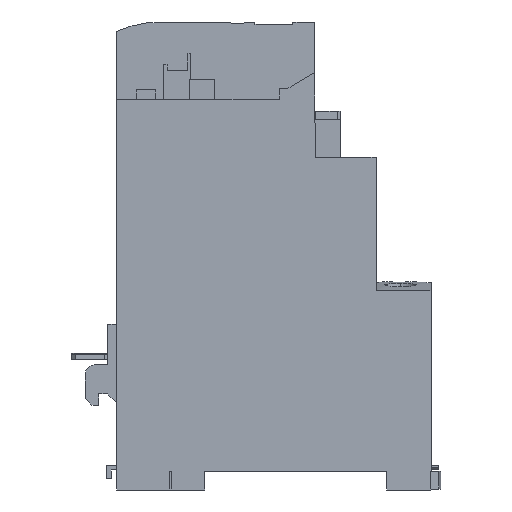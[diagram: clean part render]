
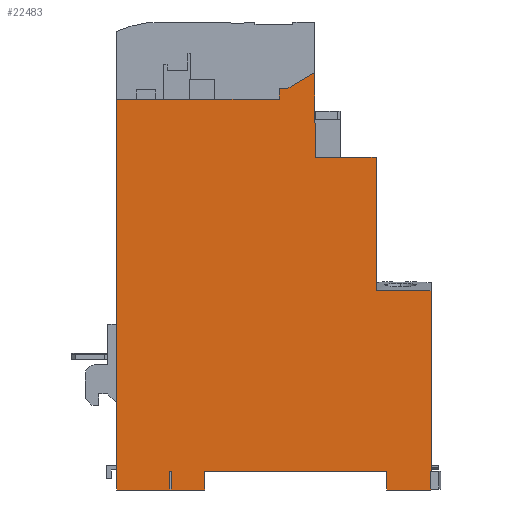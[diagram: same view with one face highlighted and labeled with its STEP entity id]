
A CAD part, left-side view. The second image highlights one B-rep face of the part: STEP entity #22483.
In plain terms, the highlighted planar face has unit normal (-1, 0, 0).
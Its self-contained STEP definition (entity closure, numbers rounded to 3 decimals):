
#4668=DIRECTION('',(0.,0.,-1.));
#4669=VECTOR('',#4668,29.9);
#4670=CARTESIAN_POINT('',(0.,12.3,74.5));
#4671=LINE('',#4670,#4669);
#4675=DIRECTION('',(0.,1.,0.));
#4676=VECTOR('',#4675,12.3);
#4677=CARTESIAN_POINT('',(0.,0.,44.6));
#4678=LINE('',#4677,#4676);
#4682=DIRECTION('',(0.,0.,-1.));
#4683=VECTOR('',#4682,40.4);
#4684=CARTESIAN_POINT('',(0.,0.,44.6));
#4685=LINE('',#4684,#4683);
#4689=DIRECTION('',(0.,0.,-1.));
#4690=VECTOR('',#4689,4.2);
#4691=CARTESIAN_POINT('',(0.,0.1,4.2));
#4692=LINE('',#4691,#4690);
#4696=DIRECTION('',(0.,0.,-1.));
#4697=VECTOR('',#4696,4.2);
#4698=CARTESIAN_POINT('',(0.,58.2,4.2));
#4699=LINE('',#4698,#4697);
#4703=DIRECTION('',(0.,0.,1.));
#4704=VECTOR('',#4703,87.5);
#4705=CARTESIAN_POINT('',(0.,70.4,0.));
#4706=LINE('',#4705,#4704);
#4710=DIRECTION('',(0.,0.,-1.));
#4711=VECTOR('',#4710,2.3);
#4712=CARTESIAN_POINT('',(0.,33.982,89.8));
#4713=LINE('',#4712,#4711);
#4717=DIRECTION('',(0.,1.,0.));
#4718=VECTOR('',#4717,1.73);
#4719=CARTESIAN_POINT('',(0.,32.252,89.8));
#4720=LINE('',#4719,#4718);
#4724=DIRECTION('',(0.,0.862,-0.508));
#4725=VECTOR('',#4724,7.241);
#4726=CARTESIAN_POINT('',(0.,26.013,93.477));
#4727=LINE('',#4726,#4725);
#4731=DIRECTION('',(0.,0.,1.));
#4732=VECTOR('',#4731,5.977);
#4733=CARTESIAN_POINT('',(0.,26.013,87.5));
#4734=LINE('',#4733,#4732);
#4738=DIRECTION('',(0.,-0.009,-1.));
#4739=VECTOR('',#4738,13.);
#4740=CARTESIAN_POINT('',(0.,26.013,87.5));
#4741=LINE('',#4740,#4739);
#4745=DIRECTION('',(0.,-1.,0.));
#4746=VECTOR('',#4745,13.6);
#4747=CARTESIAN_POINT('',(0.,25.9,74.5));
#4748=LINE('',#4747,#4746);
#5150=DIRECTION('',(0.,-1.,0.));
#5151=VECTOR('',#5150,0.239);
#5152=CARTESIAN_POINT('',(0.,58.439,4.2));
#5153=LINE('',#5152,#5151);
#5199=DIRECTION('',(0.,-1.,0.));
#5200=VECTOR('',#5199,40.839);
#5201=CARTESIAN_POINT('',(0.,50.7,4.2));
#5202=LINE('',#5201,#5200);
#5241=DIRECTION('',(0.,-1.,0.));
#5242=VECTOR('',#5241,0.1);
#5243=CARTESIAN_POINT('',(0.,0.1,4.2));
#5244=LINE('',#5243,#5242);
#5852=DIRECTION('',(0.,-1.,0.));
#5853=VECTOR('',#5852,7.5);
#5854=CARTESIAN_POINT('',(0.,58.2,0.));
#5855=LINE('',#5854,#5853);
#5943=DIRECTION('',(0.,-1.,0.));
#5944=VECTOR('',#5943,11.961);
#5945=CARTESIAN_POINT('',(0.,70.4,0.));
#5946=LINE('',#5945,#5944);
#6297=DIRECTION('',(0.,0.,-1.));
#6298=VECTOR('',#6297,4.2);
#6299=CARTESIAN_POINT('',(0.,50.7,4.2));
#6300=LINE('',#6299,#6298);
#6353=DIRECTION('',(0.,0.,-1.));
#6354=VECTOR('',#6353,4.2);
#6355=CARTESIAN_POINT('',(0.,58.439,4.2));
#6356=LINE('',#6355,#6354);
#6978=DIRECTION('',(0.,1.,0.));
#6979=VECTOR('',#6978,9.761);
#6980=CARTESIAN_POINT('',(0.,0.1,0.));
#6981=LINE('',#6980,#6979);
#8784=DIRECTION('',(0.,0.,-1.));
#8785=VECTOR('',#8784,4.2);
#8786=CARTESIAN_POINT('',(0.,9.861,4.2));
#8787=LINE('',#8786,#8785);
#8826=DIRECTION('',(0.,1.,0.));
#8827=VECTOR('',#8826,36.418);
#8828=CARTESIAN_POINT('',(0.,33.982,87.5));
#8829=LINE('',#8828,#8827);
#14663=CARTESIAN_POINT('',(0.,25.9,74.5));
#14664=CARTESIAN_POINT('',(0.,12.3,74.5));
#14665=VERTEX_POINT('',#14663);
#14666=VERTEX_POINT('',#14664);
#14673=CARTESIAN_POINT('',(0.,70.4,87.5));
#14675=VERTEX_POINT('',#14673);
#14694=CARTESIAN_POINT('',(0.,26.013,93.477));
#14695=CARTESIAN_POINT('',(0.,32.252,89.8));
#14696=VERTEX_POINT('',#14694);
#14697=VERTEX_POINT('',#14695);
#14698=CARTESIAN_POINT('',(0.,33.982,89.8));
#14699=VERTEX_POINT('',#14698);
#14706=CARTESIAN_POINT('',(0.,26.013,87.5));
#14707=VERTEX_POINT('',#14706);
#14714=CARTESIAN_POINT('',(0.,33.982,87.5));
#14715=VERTEX_POINT('',#14714);
#15884=CARTESIAN_POINT('',(0.,70.4,0.));
#15885=CARTESIAN_POINT('',(0.,58.439,0.));
#15886=VERTEX_POINT('',#15884);
#15887=VERTEX_POINT('',#15885);
#15897=CARTESIAN_POINT('',(0.,58.2,0.));
#15899=VERTEX_POINT('',#15897);
#15900=CARTESIAN_POINT('',(0.,50.7,0.));
#15901=VERTEX_POINT('',#15900);
#15944=CARTESIAN_POINT('',(0.,58.439,4.2));
#15945=VERTEX_POINT('',#15944);
#15956=CARTESIAN_POINT('',(0.,58.2,4.2));
#15957=VERTEX_POINT('',#15956);
#15958=CARTESIAN_POINT('',(0.,50.7,4.2));
#15959=VERTEX_POINT('',#15958);
#16036=CARTESIAN_POINT('',(0.,9.861,0.));
#16038=VERTEX_POINT('',#16036);
#16046=CARTESIAN_POINT('',(0.,0.1,0.));
#16047=VERTEX_POINT('',#16046);
#16096=CARTESIAN_POINT('',(0.,9.861,4.2));
#16098=VERTEX_POINT('',#16096);
#16106=CARTESIAN_POINT('',(0.,0.1,4.2));
#16107=VERTEX_POINT('',#16106);
#16110=CARTESIAN_POINT('',(0.,0.,4.2));
#16111=VERTEX_POINT('',#16110);
#17330=CARTESIAN_POINT('',(0.,12.3,44.6));
#17331=VERTEX_POINT('',#17330);
#17334=CARTESIAN_POINT('',(0.,0.,44.6));
#17335=VERTEX_POINT('',#17334);
#22436=CARTESIAN_POINT('',(0.,0.,0.));
#22437=DIRECTION('',(1.,0.,0.));
#22438=DIRECTION('',(0.,0.,-1.));
#22439=AXIS2_PLACEMENT_3D('',#22436,#22437,#22438);
#22440=PLANE('',#22439);
#22441=ORIENTED_EDGE('',*,*,#22428,.T.);
#22442=ORIENTED_EDGE('',*,*,#21155,.F.);
#22443=ORIENTED_EDGE('',*,*,#19868,.T.);
#22445=ORIENTED_EDGE('',*,*,#22444,.F.);
#22447=ORIENTED_EDGE('',*,*,#22446,.T.);
#22449=ORIENTED_EDGE('',*,*,#22448,.T.);
#22451=ORIENTED_EDGE('',*,*,#22450,.F.);
#22453=ORIENTED_EDGE('',*,*,#22452,.F.);
#22455=ORIENTED_EDGE('',*,*,#22454,.T.);
#22457=ORIENTED_EDGE('',*,*,#22456,.F.);
#22459=ORIENTED_EDGE('',*,*,#22458,.F.);
#22461=ORIENTED_EDGE('',*,*,#22460,.F.);
#22463=ORIENTED_EDGE('',*,*,#22462,.T.);
#22465=ORIENTED_EDGE('',*,*,#22464,.F.);
#22466=ORIENTED_EDGE('',*,*,#17626,.T.);
#22468=ORIENTED_EDGE('',*,*,#22467,.F.);
#22470=ORIENTED_EDGE('',*,*,#22469,.F.);
#22472=ORIENTED_EDGE('',*,*,#22471,.F.);
#22474=ORIENTED_EDGE('',*,*,#22473,.F.);
#22476=ORIENTED_EDGE('',*,*,#22475,.F.);
#22478=ORIENTED_EDGE('',*,*,#22477,.T.);
#22480=ORIENTED_EDGE('',*,*,#22479,.T.);
#22481=EDGE_LOOP('',(#22441,#22442,#22443,#22445,#22447,#22449,#22451,#22453,
#22455,#22457,#22459,#22461,#22463,#22465,#22466,#22468,#22470,#22472,#22474,
#22476,#22478,#22480));
#22482=FACE_OUTER_BOUND('',#22481,.F.);
#17626=EDGE_CURVE('',#15886,#14675,#4706,.T.);
#19868=EDGE_CURVE('',#17335,#16111,#4685,.T.);
#21155=EDGE_CURVE('',#17335,#17331,#4678,.T.);
#22428=EDGE_CURVE('',#14666,#17331,#4671,.T.);
#22444=EDGE_CURVE('',#16107,#16111,#5244,.T.);
#22446=EDGE_CURVE('',#16107,#16047,#4692,.T.);
#22448=EDGE_CURVE('',#16047,#16038,#6981,.T.);
#22450=EDGE_CURVE('',#16098,#16038,#8787,.T.);
#22452=EDGE_CURVE('',#15959,#16098,#5202,.T.);
#22454=EDGE_CURVE('',#15959,#15901,#6300,.T.);
#22456=EDGE_CURVE('',#15899,#15901,#5855,.T.);
#22458=EDGE_CURVE('',#15957,#15899,#4699,.T.);
#22460=EDGE_CURVE('',#15945,#15957,#5153,.T.);
#22462=EDGE_CURVE('',#15945,#15887,#6356,.T.);
#22464=EDGE_CURVE('',#15886,#15887,#5946,.T.);
#22467=EDGE_CURVE('',#14715,#14675,#8829,.T.);
#22469=EDGE_CURVE('',#14699,#14715,#4713,.T.);
#22471=EDGE_CURVE('',#14697,#14699,#4720,.T.);
#22473=EDGE_CURVE('',#14696,#14697,#4727,.T.);
#22475=EDGE_CURVE('',#14707,#14696,#4734,.T.);
#22477=EDGE_CURVE('',#14707,#14665,#4741,.T.);
#22479=EDGE_CURVE('',#14665,#14666,#4748,.T.);
#22483=ADVANCED_FACE('',(#22482),#22440,.F.);
